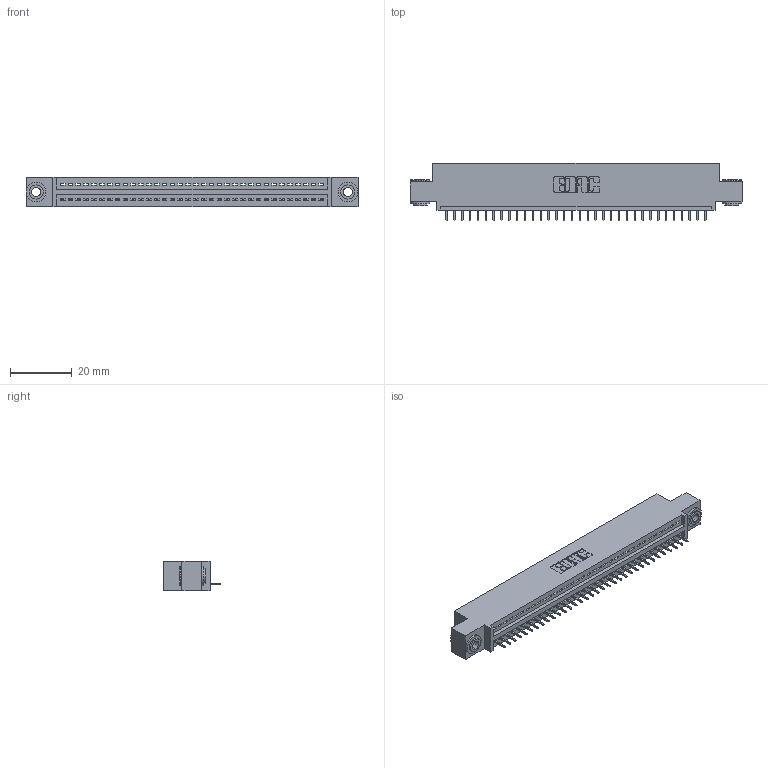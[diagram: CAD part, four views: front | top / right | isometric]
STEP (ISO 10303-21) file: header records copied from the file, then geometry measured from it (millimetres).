
FILE_DESCRIPTION (( 'STEP AP203' ), '1' );
FILE_NAME ('395-034-525-403.STEP', '2020-09-23T22:19:27', ( '' ), ( '' ), 'SwSTEP 2.0', 'SolidWorks 2020', '' );
FILE_SCHEMA (( 'CONFIG_CONTROL_DESIGN' ));
Length unit declared in the file: inch
Products named in the file (4): 395-034-525-403; 345 Part_0.110 Offset - 0.156 Dia-TH; 345-250-002_345-250-002-102; 345-292-001_345-293-125
Assembly tree (37 placements, depth 2):
  395-034-525-403
    345 Part_0.110 Offset - 0.156 Dia-TH
    345-292-001_345-293-125  x34
    345-250-002_345-250-002-102  x2
Bounding box: 107.57 x 18.72 x 9.4 mm (x, y, z)
Volume: 9958.7 mm3; surface area: 12958.9 mm2
Topology: 37 solids, 37 shells, 2276 faces, 6549 edges, 4226 vertices
Faces by surface type: plane 1658, cylinder 610, cone 8
Entity records: 27522 total; most frequent: CARTESIAN_POINT 4745, ORIENTED_EDGE 4706, DIRECTION 4187, EDGE_CURVE 2353, VECTOR 2065, LINE 2065, VERTEX_POINT 1562, AXIS2_PLACEMENT_3D 1061
